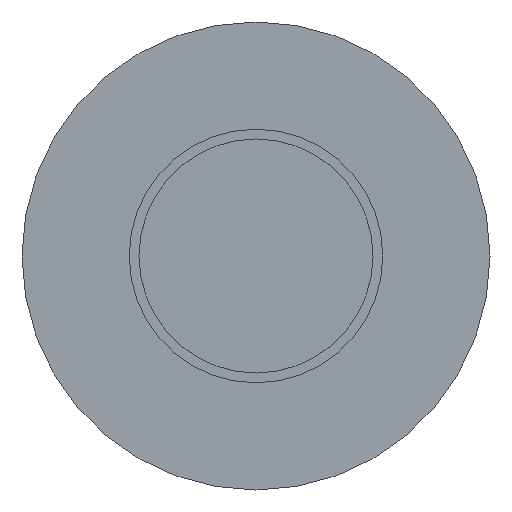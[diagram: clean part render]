
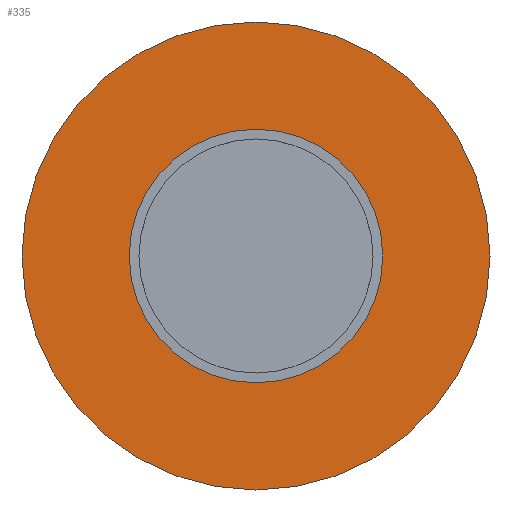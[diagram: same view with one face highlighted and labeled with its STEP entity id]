
A CAD part, left-side view. The second image highlights one B-rep face of the part: STEP entity #335.
In plain terms, the highlighted planar face has unit normal (-1, 0, 0).
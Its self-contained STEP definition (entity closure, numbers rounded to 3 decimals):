
#9 = CARTESIAN_POINT ( 'NONE',  ( 0., -12., 0. ) ) ;
#143 = AXIS2_PLACEMENT_3D ( 'NONE', #964, #233, #152 ) ;
#151 = FACE_OUTER_BOUND ( 'NONE', #205, .T. ) ;
#152 = DIRECTION ( 'NONE',  ( 0., -1., 0. ) ) ;
#205 = EDGE_LOOP ( 'NONE', ( #366 ) ) ;
#233 = DIRECTION ( 'NONE',  ( 1., 0., 0. ) ) ;
#237 = PLANE ( 'NONE',  #391 ) ;
#243 = CARTESIAN_POINT ( 'NONE',  ( 0., 0., 0. ) ) ;
#326 = VERTEX_POINT ( 'NONE', #9 ) ;
#335 = ADVANCED_FACE ( 'NONE', ( #898, #151 ), #237, .T. ) ;
#366 = ORIENTED_EDGE ( 'NONE', *, *, #386, .T. ) ;
#386 = EDGE_CURVE ( 'NONE', #326, #326, #1048, .T. ) ;
#391 = AXIS2_PLACEMENT_3D ( 'NONE', #243, #833, #571 ) ;
#406 = CIRCLE ( 'NONE', #143, 6.5 ) ;
#407 = DIRECTION ( 'NONE',  ( -1., 0., 0. ) ) ;
#571 = DIRECTION ( 'NONE',  ( 0., 0., 1. ) ) ;
#665 = CARTESIAN_POINT ( 'NONE',  ( 0., 0., 0. ) ) ;
#719 = AXIS2_PLACEMENT_3D ( 'NONE', #665, #407, #736 ) ;
#736 = DIRECTION ( 'NONE',  ( 0., -1., 0. ) ) ;
#740 = CARTESIAN_POINT ( 'NONE',  ( 0., -6.5, 0. ) ) ;
#779 = EDGE_CURVE ( 'NONE', #850, #850, #406, .T. ) ;
#787 = EDGE_LOOP ( 'NONE', ( #931 ) ) ;
#833 = DIRECTION ( 'NONE',  ( -1., 0., 0. ) ) ;
#850 = VERTEX_POINT ( 'NONE', #740 ) ;
#898 = FACE_BOUND ( 'NONE', #787, .T. ) ;
#931 = ORIENTED_EDGE ( 'NONE', *, *, #779, .T. ) ;
#964 = CARTESIAN_POINT ( 'NONE',  ( 0., 0., 0. ) ) ;
#1048 = CIRCLE ( 'NONE', #719, 12. ) ;
